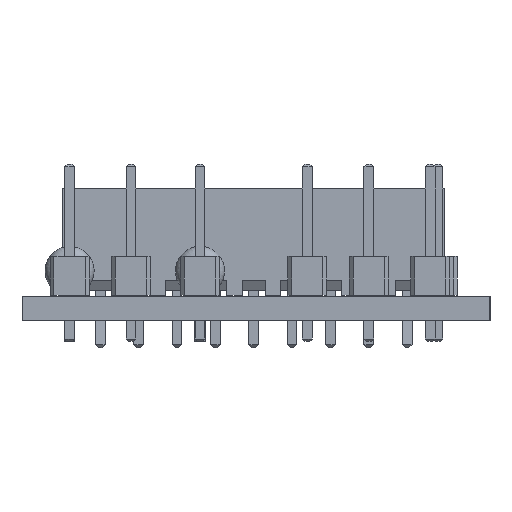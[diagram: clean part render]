
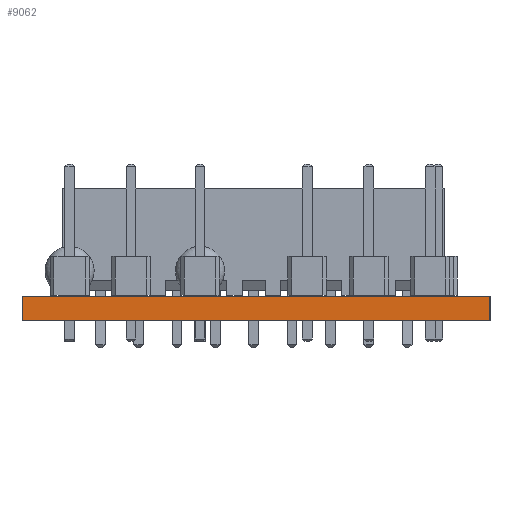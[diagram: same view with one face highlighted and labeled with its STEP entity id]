
A CAD part, left-side view. The second image highlights one B-rep face of the part: STEP entity #9062.
In plain terms, the highlighted planar face has unit normal (-1, 0, 0).
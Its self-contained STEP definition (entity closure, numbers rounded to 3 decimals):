
#9006 = VERTEX_POINT('',#9007);
#9007 = CARTESIAN_POINT('',(104.66,-114.9,1.6));
#9013 = EDGE_CURVE('',#9014,#9006,#9016,.T.);
#9014 = VERTEX_POINT('',#9015);
#9015 = CARTESIAN_POINT('',(104.66,-114.9,0.));
#9016 = LINE('',#9017,#9018);
#9017 = CARTESIAN_POINT('',(104.66,-114.9,0.));
#9018 = VECTOR('',#9019,1.);
#9019 = DIRECTION('',(0.,0.,1.));
#9062 = ADVANCED_FACE('',(#9063),#9088,.T.);
#9063 = FACE_BOUND('',#9064,.T.);
#9064 = EDGE_LOOP('',(#9065,#9066,#9074,#9082));
#9065 = ORIENTED_EDGE('',*,*,#9013,.T.);
#9066 = ORIENTED_EDGE('',*,*,#9067,.T.);
#9067 = EDGE_CURVE('',#9006,#9068,#9070,.T.);
#9068 = VERTEX_POINT('',#9069);
#9069 = CARTESIAN_POINT('',(104.66,-84.4,1.6));
#9070 = LINE('',#9071,#9072);
#9071 = CARTESIAN_POINT('',(104.66,-114.9,1.6));
#9072 = VECTOR('',#9073,1.);
#9073 = DIRECTION('',(0.,1.,0.));
#9074 = ORIENTED_EDGE('',*,*,#9075,.F.);
#9075 = EDGE_CURVE('',#9076,#9068,#9078,.T.);
#9076 = VERTEX_POINT('',#9077);
#9077 = CARTESIAN_POINT('',(104.66,-84.4,0.));
#9078 = LINE('',#9079,#9080);
#9079 = CARTESIAN_POINT('',(104.66,-84.4,0.));
#9080 = VECTOR('',#9081,1.);
#9081 = DIRECTION('',(0.,0.,1.));
#9082 = ORIENTED_EDGE('',*,*,#9083,.F.);
#9083 = EDGE_CURVE('',#9014,#9076,#9084,.T.);
#9084 = LINE('',#9085,#9086);
#9085 = CARTESIAN_POINT('',(104.66,-114.9,0.));
#9086 = VECTOR('',#9087,1.);
#9087 = DIRECTION('',(0.,1.,0.));
#9088 = PLANE('',#9089);
#9089 = AXIS2_PLACEMENT_3D('',#9090,#9091,#9092);
#9090 = CARTESIAN_POINT('',(104.66,-114.9,0.));
#9091 = DIRECTION('',(-1.,0.,0.));
#9092 = DIRECTION('',(0.,1.,0.));
